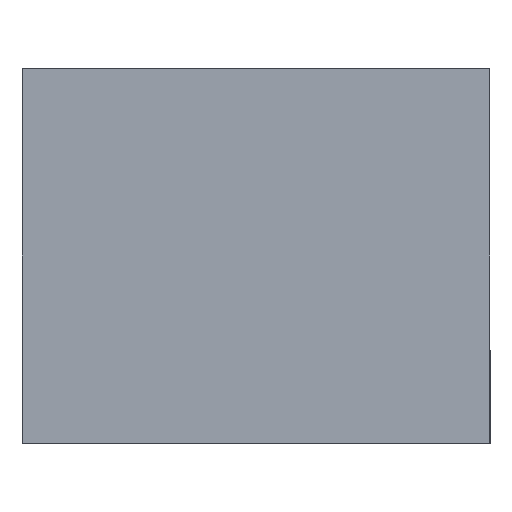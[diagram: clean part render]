
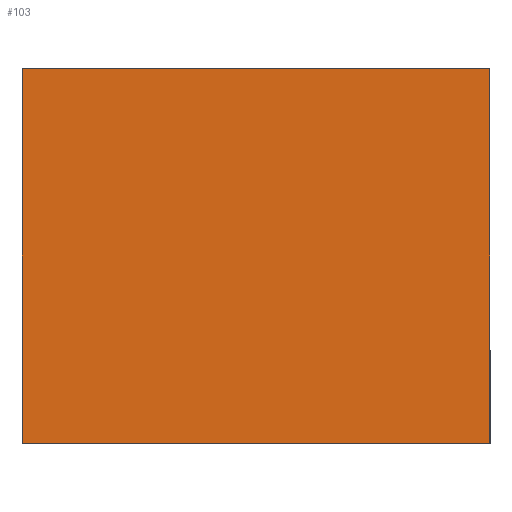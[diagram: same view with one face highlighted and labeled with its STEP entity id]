
A CAD part, left-side view. The second image highlights one B-rep face of the part: STEP entity #103.
In plain terms, the highlighted face is planar.
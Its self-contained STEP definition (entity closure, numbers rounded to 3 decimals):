
#103 = ADVANCED_FACE( '', ( #174 ), #175, .T. );
#174 = FACE_OUTER_BOUND( '', #224, .T. );
#175 = PLANE( '', #225 );
#224 = EDGE_LOOP( '', ( #302, #303, #304, #305 ) );
#225 = AXIS2_PLACEMENT_3D( '', #306, #307, #308 );
#302 = ORIENTED_EDGE( '', *, *, #365, .T. );
#303 = ORIENTED_EDGE( '', *, *, #356, .T. );
#304 = ORIENTED_EDGE( '', *, *, #340, .T. );
#305 = ORIENTED_EDGE( '', *, *, #353, .T. );
#306 = CARTESIAN_POINT( '', ( 0., 0., -0.25 ) );
#307 = DIRECTION( '', ( 0., 0., -1. ) );
#308 = DIRECTION( '', ( -1., 0., 0. ) );
#340 = EDGE_CURVE( '', #380, #381, #382, .T. );
#353 = EDGE_CURVE( '', #381, #401, #402, .T. );
#356 = EDGE_CURVE( '', #405, #380, #406, .T. );
#365 = EDGE_CURVE( '', #401, #405, #417, .T. );
#380 = VERTEX_POINT( '', #436 );
#381 = VERTEX_POINT( '', #437 );
#382 = LINE( '', #438, #439 );
#401 = VERTEX_POINT( '', #467 );
#402 = LINE( '', #468, #469 );
#405 = VERTEX_POINT( '', #473 );
#406 = LINE( '', #474, #475 );
#417 = LINE( '', #491, #492 );
#436 = CARTESIAN_POINT( '', ( -1., -0.8, -0.25 ) );
#437 = CARTESIAN_POINT( '', ( -1., 0.8, -0.25 ) );
#438 = CARTESIAN_POINT( '', ( -1., -0.8, -0.25 ) );
#439 = VECTOR( '', #502, 1000. );
#467 = CARTESIAN_POINT( '', ( 1., 0.8, -0.25 ) );
#468 = CARTESIAN_POINT( '', ( -1., 0.8, -0.25 ) );
#469 = VECTOR( '', #512, 1000. );
#473 = CARTESIAN_POINT( '', ( 1., -0.8, -0.25 ) );
#474 = CARTESIAN_POINT( '', ( 1., -0.8, -0.25 ) );
#475 = VECTOR( '', #514, 1000. );
#491 = CARTESIAN_POINT( '', ( 1., 0.8, -0.25 ) );
#492 = VECTOR( '', #520, 1000. );
#502 = DIRECTION( '', ( 0., 1., 0. ) );
#512 = DIRECTION( '', ( 1., 0., 0. ) );
#514 = DIRECTION( '', ( -1., 0., 0. ) );
#520 = DIRECTION( '', ( 0., -1., 0. ) );
